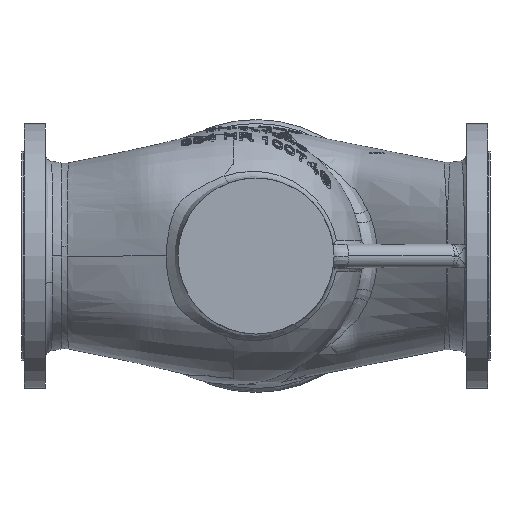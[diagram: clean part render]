
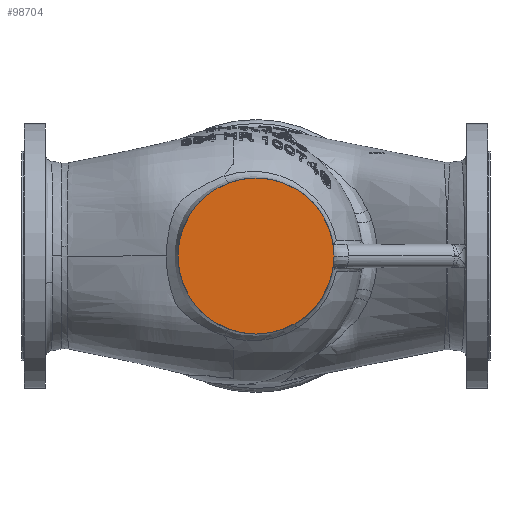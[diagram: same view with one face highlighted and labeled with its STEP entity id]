
A CAD part, front view. The second image highlights one B-rep face of the part: STEP entity #98704.
In plain terms, the highlighted planar face has unit normal (0, -1, 0).
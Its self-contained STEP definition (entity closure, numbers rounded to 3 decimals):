
#32070 = CIRCLE ( 'NONE', #32091, 100.3 ) ;
#32091 = AXIS2_PLACEMENT_3D ( 'NONE', #47100, #47102, #47104 ) ;
#43800 = CARTESIAN_POINT ( 'NONE',  ( 0.008, -231.797, 100.3 ) ) ;
#43802 = CARTESIAN_POINT ( 'NONE',  ( 0.008, -231.797, -100.3 ) ) ;
#47100 = CARTESIAN_POINT ( 'NONE',  ( 0.008, -231.797, 0. ) ) ;
#47102 = DIRECTION ( 'NONE',  ( 0., 1., 0. ) ) ;
#47104 = DIRECTION ( 'NONE',  ( 0., 0., 1. ) ) ;
#98704 = ADVANCED_FACE ( 'NONE', ( #222475 ), #222530, .F. ) ;
#113102 = EDGE_LOOP ( 'NONE', ( #126781, #126784 ) ) ;
#116807 = EDGE_CURVE ( 'NONE', #121333, #121336, #266890, .T. ) ;
#121333 = VERTEX_POINT ( 'NONE', #43800 ) ;
#121336 = VERTEX_POINT ( 'NONE', #43802 ) ;
#126781 = ORIENTED_EDGE ( 'NONE', *, *, #128485, .F. ) ;
#126784 = ORIENTED_EDGE ( 'NONE', *, *, #116807, .F. ) ;
#128485 = EDGE_CURVE ( 'NONE', #121336, #121333, #32070, .T. ) ;
#218283 = AXIS2_PLACEMENT_3D ( 'NONE', #222481, #222536, #222539 ) ;
#222475 = FACE_OUTER_BOUND ( 'NONE', #113102, .T. ) ;
#222481 = CARTESIAN_POINT ( 'NONE',  ( 0.008, -231.797, 0. ) ) ;
#222530 = PLANE ( 'NONE',  #218283 ) ;
#222536 = DIRECTION ( 'NONE',  ( 0., 1., 0. ) ) ;
#222539 = DIRECTION ( 'NONE',  ( 0., 0., 1. ) ) ;
#266890 = CIRCLE ( 'NONE', #266910, 100.3 ) ;
#266910 = AXIS2_PLACEMENT_3D ( 'NONE', #288166, #288169, #288172 ) ;
#288166 = CARTESIAN_POINT ( 'NONE',  ( 0.008, -231.797, 0. ) ) ;
#288169 = DIRECTION ( 'NONE',  ( 0., 1., 0. ) ) ;
#288172 = DIRECTION ( 'NONE',  ( 0., 0., 1. ) ) ;
